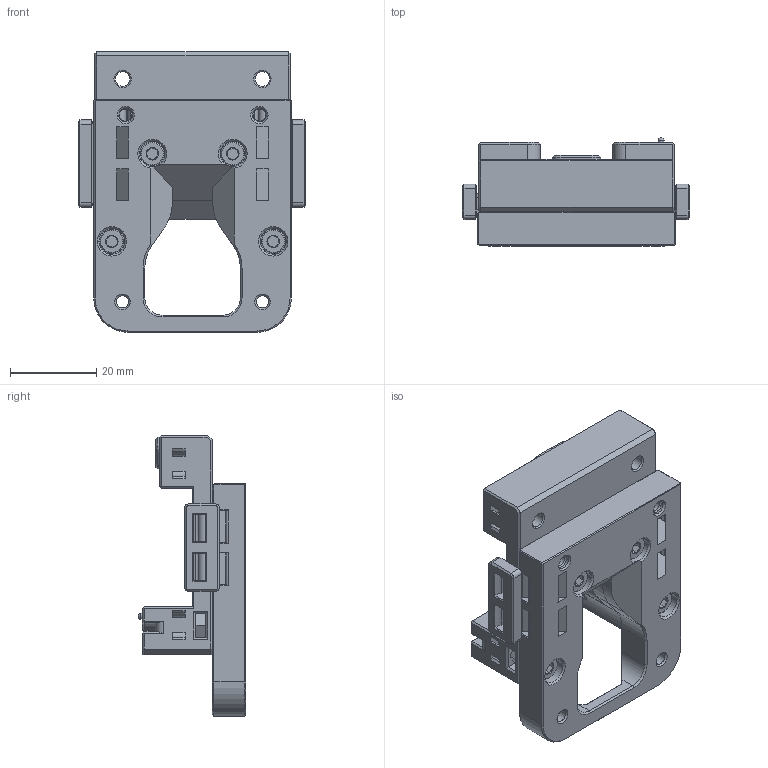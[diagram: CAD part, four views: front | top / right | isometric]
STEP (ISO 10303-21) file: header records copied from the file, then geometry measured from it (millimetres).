
FILE_DESCRIPTION(/* description */ (''),/* implementation_level */ '2;1');
FILE_NAME(/* name */ 'Xol_Carriage_MGN12H PB.step',/* time_stamp */ '2023-08-21T12:51:08+02:00',/* author */ (''),/* organization */ (''),/* preprocessor_version */ 'ST-DEVELOPER v20',/* originating_system */ 'Autodesk Translation Framework v12.9.0.99',/* authorisation */ '');
FILE_SCHEMA (('AUTOMOTIVE_DESIGN { 1 0 10303 214 3 1 1 }'));
Length unit declared in the file: millimetre
Products named in the file (11): (Unsaved); Xol_Carriage_Rear_pin_mount (1); Xol_Carriage_Front_pin_mount (1); Hardware (2); M3x8 SHCS (2); M3 Threaded Insert (1) v1 (2); M3 Hexnut (2); Belt clip (1) (1); Parallel Pin 3 x 26 (1) (1); Belt clip (1); Parallel Pin 3 x 26 (1)
Assembly tree (22 placements, depth 3):
  (Unsaved)
    Xol_Carriage_Rear_pin_mount (1)
    Xol_Carriage_Front_pin_mount (1)
    Hardware (2)
      M3 Hexnut (2)  x4
      M3x8 SHCS (2)  x4
      M3 Threaded Insert (1) v1 (2)  x5
    Belt clip (1) (1)
      Parallel Pin 3 x 26 (1) (1)  x2
    Belt clip (1)
      Parallel Pin 3 x 26 (1)  x2
Bounding box: 52.72 x 25 x 65.08 mm (x, y, z)
Volume: 28585.8 mm3; surface area: 19758.3 mm2
Topology: 21 solids, 34 shells, 1708 faces, 4488 edges, 2902 vertices
Faces by surface type: plane 786, bspline 463, cylinder 322, cone 135, torus 2
Full cylindrical faces by diameter (mm): 1.43 x1, 2.8 x2, 2.9 x5, 3 x8, 3.2 x9, 3.4 x14, 4 x2, 4.2 x5, 4.25 x5, 4.6 x5, 4.7 x5, 4.8 x2, 5.5 x4, 5.9 x2, 6 x6, 7 x2
Entity records: 38453 total; most frequent: CARTESIAN_POINT 10524, ORIENTED_EDGE 5942, DIRECTION 5362, EDGE_CURVE 2971, LINE 1940, VECTOR 1940, VERTEX_POINT 1907, AXIS2_PLACEMENT_3D 1711
